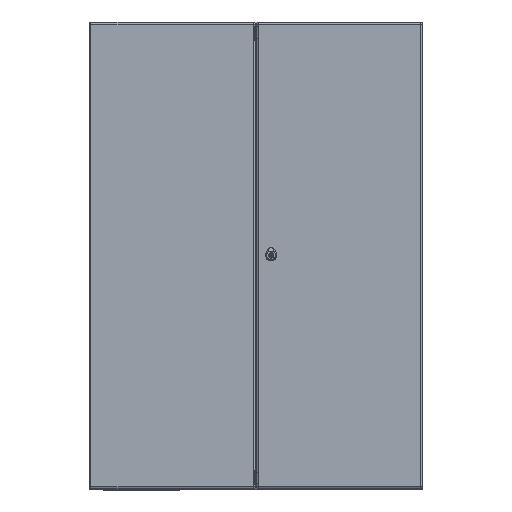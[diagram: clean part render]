
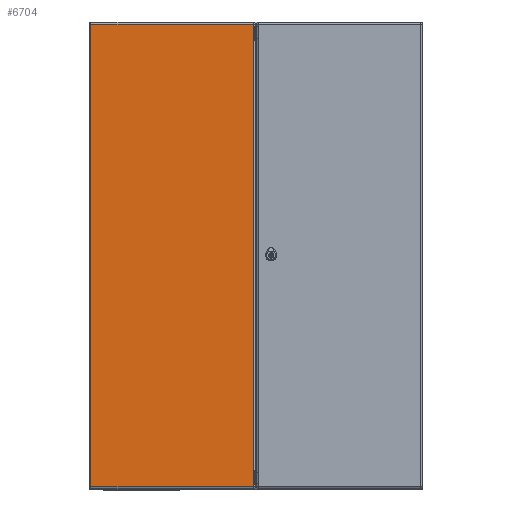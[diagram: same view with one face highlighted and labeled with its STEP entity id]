
A CAD part, top view. The second image highlights one B-rep face of the part: STEP entity #6704.
In plain terms, the highlighted face is planar.
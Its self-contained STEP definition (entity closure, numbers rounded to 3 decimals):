
#6704=ADVANCED_FACE('',(#8133),#7406,.F.);
#7406=PLANE('',#25480);
#8133=FACE_OUTER_BOUND('',#9581,.T.);
#9581=EDGE_LOOP('',(#14067,#14068,#14069,#14070));
#14067=ORIENTED_EDGE('',*,*,#20341,.T.);
#14068=ORIENTED_EDGE('',*,*,#20342,.T.);
#14069=ORIENTED_EDGE('',*,*,#20343,.T.);
#14070=ORIENTED_EDGE('',*,*,#20344,.T.);
#17724=VERTEX_POINT('',#42075);
#17725=VERTEX_POINT('',#42076);
#17726=VERTEX_POINT('',#42078);
#17727=VERTEX_POINT('',#42080);
#20341=EDGE_CURVE('',#17724,#17725,#22111,.T.);
#20342=EDGE_CURVE('',#17725,#17726,#22112,.T.);
#20343=EDGE_CURVE('',#17726,#17727,#22113,.T.);
#20344=EDGE_CURVE('',#17727,#17724,#22114,.T.);
#22111=LINE('',#42074,#23373);
#22112=LINE('',#42077,#23374);
#22113=LINE('',#42079,#23375);
#22114=LINE('',#42081,#23376);
#23373=VECTOR('',#30289,1.);
#23374=VECTOR('',#30290,1.);
#23375=VECTOR('',#30291,1.);
#23376=VECTOR('',#30292,1.);
#25480=AXIS2_PLACEMENT_3D('',#42082,#30293,#30294);
#30289=DIRECTION('',(-1.,0.,0.));
#30290=DIRECTION('',(0.,1.,0.));
#30291=DIRECTION('',(1.,0.,0.));
#30292=DIRECTION('',(0.,-1.,0.));
#30293=DIRECTION('',(0.,0.,1.));
#30294=DIRECTION('',(1.,0.,0.));
#42074=CARTESIAN_POINT('',(0.,-693.5,0.));
#42075=CARTESIAN_POINT('',(244.,-693.5,0.));
#42076=CARTESIAN_POINT('',(-244.,-693.5,0.));
#42077=CARTESIAN_POINT('',(-244.,0.,0.));
#42078=CARTESIAN_POINT('',(-244.,693.5,0.));
#42079=CARTESIAN_POINT('',(0.,693.5,0.));
#42080=CARTESIAN_POINT('',(244.,693.5,0.));
#42081=CARTESIAN_POINT('',(244.,0.,0.));
#42082=CARTESIAN_POINT('',(0.,0.,0.));
